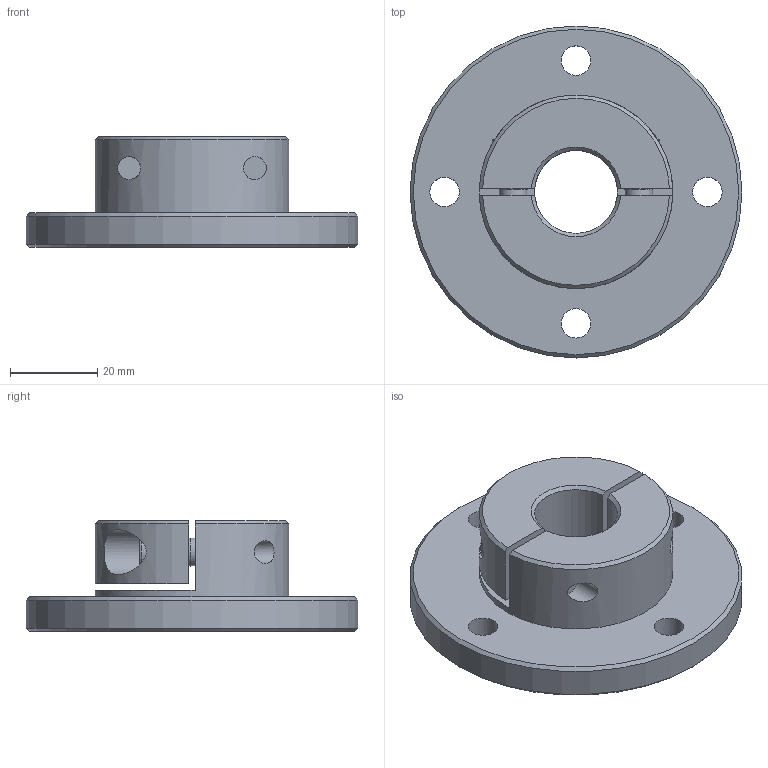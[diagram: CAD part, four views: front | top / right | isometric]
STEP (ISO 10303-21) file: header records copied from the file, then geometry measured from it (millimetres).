
FILE_DESCRIPTION(/* description */ ('STEP AP242','CAx-IF Rec.Pracs.---Representation and Presentation of Product Manufacturing Information (PMI)---4.0---2014-10-13','CAx-IF Rec.Pracs.---3D Tessellated Geometry---0.4---2014-09-14','2;1'),/* implementation_level */ '2;1');
FILE_NAME(/* name */ '675608b6aebe490a25a8cc17',/* time_stamp */ '2024-12-08T20:59:35Z',/* author */ (''),/* organization */ (''),/* preprocessor_version */ 'ST-DEVELOPER v20',/* originating_system */ 'ONSHAPE BY PTC INC, 1.190',/* authorisation */ ' ');
FILE_SCHEMA (('AP242_MANAGED_MODEL_BASED_3D_ENGINEERING_MIM_LF { 1 0 10303 442 1 1 4 }'));
Length unit declared in the file: metre
Products named in the file (1): 1
Bounding box: 76.2 x 76.2 x 25.4 mm (x, y, z)
Volume: 52054.4 mm3; surface area: 17381 mm2
Topology: 1 solids, 1 shells, 60 faces, 138 edges, 92 vertices
Faces by surface type: plane 32, cylinder 19, cone 7, torus 2
Full cylindrical faces by diameter (mm): 5.268 x2, 6.35 x2, 6.401 x2, 6.756 x4, 9.525 x2, 10.319 x2, 19.05 x1, 44.45 x1, 76.2 x1
Entity records: 1643 total; most frequent: CARTESIAN_POINT 331, DIRECTION 276, ORIENTED_EDGE 218, AXIS2_PLACEMENT_3D 110, EDGE_CURVE 109, EDGE_LOOP 106, FACE_BOUND 106, VERTEX_POINT 85
